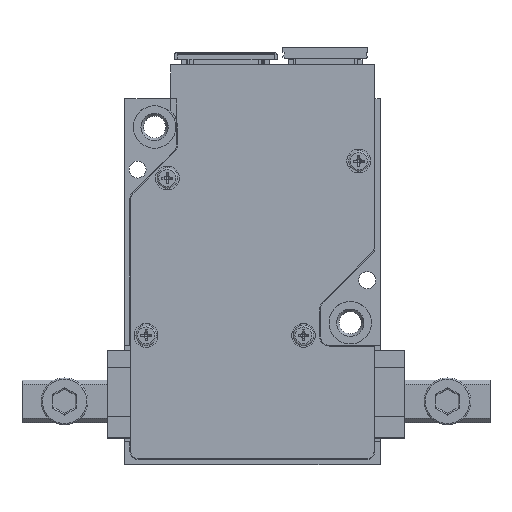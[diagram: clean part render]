
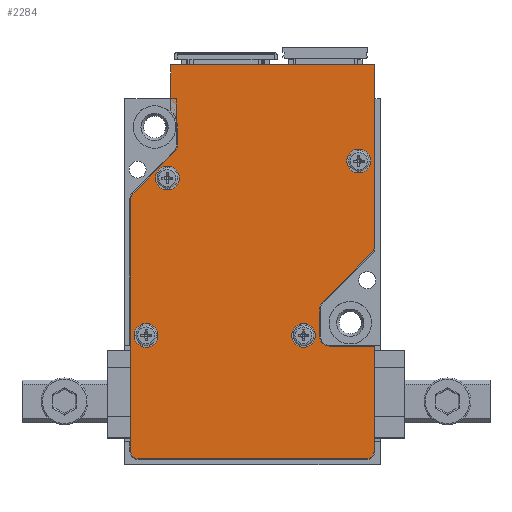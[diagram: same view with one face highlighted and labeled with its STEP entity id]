
A CAD part, top view. The second image highlights one B-rep face of the part: STEP entity #2284.
In plain terms, the highlighted planar face has unit normal (0, 0, 1).
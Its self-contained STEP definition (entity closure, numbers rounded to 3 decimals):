
#1818=FACE_BOUND('',#5998,.T.);
#1819=FACE_BOUND('',#5999,.T.);
#1820=FACE_BOUND('',#6000,.T.);
#1821=FACE_BOUND('',#6001,.T.);
#1822=FACE_BOUND('',#6002,.T.);
#2284=ADVANCED_FACE('',(#1818,#1819,#1820,#1821,#1822),#3449,.F.);
#3449=PLANE('',#27473);
#5998=EDGE_LOOP('',(#9217));
#5999=EDGE_LOOP('',(#9218));
#6000=EDGE_LOOP('',(#9219));
#6001=EDGE_LOOP('',(#9220));
#6002=EDGE_LOOP('',(#9221,#9222,#9223,#9224,#9225,#9226,#9227,#9228,#9229,
#9230,#9231,#9232,#9233,#9234,#9235,#9236,#9237,#9238,#9239));
#7344=CIRCLE('',#27458,2.7);
#7345=CIRCLE('',#27462,1.4);
#7346=CIRCLE('',#27463,1.4);
#7347=CIRCLE('',#27464,1.4);
#7348=CIRCLE('',#27465,1.4);
#7349=CIRCLE('',#27466,1.1);
#7350=CIRCLE('',#27467,0.9);
#7351=CIRCLE('',#27468,1.1);
#7352=CIRCLE('',#27469,0.9);
#7353=CIRCLE('',#27470,0.9);
#7354=CIRCLE('',#27471,0.9);
#7355=CIRCLE('',#27472,1.1);
#9217=ORIENTED_EDGE('',*,*,#18071,.T.);
#9218=ORIENTED_EDGE('',*,*,#18072,.T.);
#9219=ORIENTED_EDGE('',*,*,#18073,.T.);
#9220=ORIENTED_EDGE('',*,*,#18074,.T.);
#9221=ORIENTED_EDGE('',*,*,#18043,.T.);
#9222=ORIENTED_EDGE('',*,*,#18075,.T.);
#9223=ORIENTED_EDGE('',*,*,#18047,.T.);
#9224=ORIENTED_EDGE('',*,*,#18076,.T.);
#9225=ORIENTED_EDGE('',*,*,#18051,.T.);
#9226=ORIENTED_EDGE('',*,*,#18057,.T.);
#9227=ORIENTED_EDGE('',*,*,#18060,.T.);
#9228=ORIENTED_EDGE('',*,*,#18063,.T.);
#9229=ORIENTED_EDGE('',*,*,#18066,.T.);
#9230=ORIENTED_EDGE('',*,*,#18077,.T.);
#9231=ORIENTED_EDGE('',*,*,#18067,.T.);
#9232=ORIENTED_EDGE('',*,*,#18078,.T.);
#9233=ORIENTED_EDGE('',*,*,#18030,.T.);
#9234=ORIENTED_EDGE('',*,*,#18079,.T.);
#9235=ORIENTED_EDGE('',*,*,#18034,.T.);
#9236=ORIENTED_EDGE('',*,*,#18080,.T.);
#9237=ORIENTED_EDGE('',*,*,#18036,.T.);
#9238=ORIENTED_EDGE('',*,*,#18042,.T.);
#9239=ORIENTED_EDGE('',*,*,#18081,.T.);
#15385=VERTEX_POINT('',#41060);
#15386=VERTEX_POINT('',#41062);
#15389=VERTEX_POINT('',#41069);
#15390=VERTEX_POINT('',#41071);
#15391=VERTEX_POINT('',#41075);
#15392=VERTEX_POINT('',#41076);
#15396=VERTEX_POINT('',#41086);
#15397=VERTEX_POINT('',#41090);
#15398=VERTEX_POINT('',#41091);
#15401=VERTEX_POINT('',#41099);
#15402=VERTEX_POINT('',#41100);
#15405=VERTEX_POINT('',#41108);
#15406=VERTEX_POINT('',#41109);
#15410=VERTEX_POINT('',#41119);
#15412=VERTEX_POINT('',#41125);
#15414=VERTEX_POINT('',#41131);
#15416=VERTEX_POINT('',#41137);
#15417=VERTEX_POINT('',#41141);
#15418=VERTEX_POINT('',#41142);
#15421=VERTEX_POINT('',#41150);
#15422=VERTEX_POINT('',#41152);
#15423=VERTEX_POINT('',#41154);
#15424=VERTEX_POINT('',#41156);
#18030=EDGE_CURVE('',#15386,#15385,#21313,.T.);
#18034=EDGE_CURVE('',#15390,#15389,#21317,.T.);
#18036=EDGE_CURVE('',#15391,#15392,#21319,.T.);
#18042=EDGE_CURVE('',#15392,#15396,#21325,.T.);
#18043=EDGE_CURVE('',#15397,#15398,#21326,.T.);
#18047=EDGE_CURVE('',#15401,#15402,#21330,.T.);
#18051=EDGE_CURVE('',#15405,#15406,#21334,.T.);
#18057=EDGE_CURVE('',#15406,#15410,#21340,.T.);
#18060=EDGE_CURVE('',#15410,#15412,#21343,.T.);
#18063=EDGE_CURVE('',#15412,#15414,#7344,.T.);
#18066=EDGE_CURVE('',#15414,#15416,#21347,.T.);
#18067=EDGE_CURVE('',#15417,#15418,#21348,.T.);
#18071=EDGE_CURVE('',#15421,#15421,#7345,.T.);
#18072=EDGE_CURVE('',#15422,#15422,#7346,.T.);
#18073=EDGE_CURVE('',#15423,#15423,#7347,.T.);
#18074=EDGE_CURVE('',#15424,#15424,#7348,.T.);
#18075=EDGE_CURVE('',#15398,#15401,#7349,.T.);
#18076=EDGE_CURVE('',#15402,#15405,#7350,.T.);
#18077=EDGE_CURVE('',#15416,#15417,#7351,.T.);
#18078=EDGE_CURVE('',#15418,#15386,#7352,.T.);
#18079=EDGE_CURVE('',#15385,#15390,#7353,.T.);
#18080=EDGE_CURVE('',#15389,#15391,#7354,.T.);
#18081=EDGE_CURVE('',#15396,#15397,#7355,.T.);
#21313=LINE('',#41061,#24288);
#21317=LINE('',#41070,#24292);
#21319=LINE('',#41074,#24294);
#21325=LINE('',#41087,#24300);
#21326=LINE('',#41089,#24301);
#21330=LINE('',#41098,#24305);
#21334=LINE('',#41107,#24309);
#21340=LINE('',#41120,#24315);
#21343=LINE('',#41126,#24318);
#21347=LINE('',#41138,#24322);
#21348=LINE('',#41140,#24323);
#24288=VECTOR('',#30498,1.);
#24292=VECTOR('',#30504,1.);
#24294=VECTOR('',#30508,1.);
#24300=VECTOR('',#30516,1.);
#24301=VECTOR('',#30519,1.);
#24305=VECTOR('',#30525,1.);
#24309=VECTOR('',#30531,1.);
#24315=VECTOR('',#30539,1.);
#24318=VECTOR('',#30544,1.);
#24322=VECTOR('',#30556,1.);
#24323=VECTOR('',#30559,1.);
#27458=AXIS2_PLACEMENT_3D('',#41132,#30550,#30551);
#27462=AXIS2_PLACEMENT_3D('',#41149,#30565,#30566);
#27463=AXIS2_PLACEMENT_3D('',#41151,#30567,#30568);
#27464=AXIS2_PLACEMENT_3D('',#41153,#30569,#30570);
#27465=AXIS2_PLACEMENT_3D('',#41155,#30571,#30572);
#27466=AXIS2_PLACEMENT_3D('',#41157,#30573,#30574);
#27467=AXIS2_PLACEMENT_3D('',#41158,#30575,#30576);
#27468=AXIS2_PLACEMENT_3D('',#41159,#30577,#30578);
#27469=AXIS2_PLACEMENT_3D('',#41160,#30579,#30580);
#27470=AXIS2_PLACEMENT_3D('',#41161,#30581,#30582);
#27471=AXIS2_PLACEMENT_3D('',#41162,#30583,#30584);
#27472=AXIS2_PLACEMENT_3D('',#41163,#30585,#30586);
#27473=AXIS2_PLACEMENT_3D('',#41164,#30587,#30588);
#30498=DIRECTION('',(0.,-1.,0.));
#30504=DIRECTION('',(1.,0.,0.));
#30508=DIRECTION('',(0.,1.,0.));
#30516=DIRECTION('',(-1.,0.,0.));
#30519=DIRECTION('',(0.,1.,0.));
#30525=DIRECTION('',(0.707,0.707,0.));
#30531=DIRECTION('',(0.,1.,0.));
#30539=DIRECTION('',(-1.,0.,0.));
#30544=DIRECTION('',(0.,-1.,0.));
#30550=DIRECTION('',(0.,0.,-1.));
#30551=DIRECTION('',(1.,0.,0.));
#30556=DIRECTION('',(0.,-1.,0.));
#30559=DIRECTION('',(-0.707,-0.707,0.));
#30565=DIRECTION('',(0.,0.,-1.));
#30566=DIRECTION('',(-1.,0.,0.));
#30567=DIRECTION('',(0.,0.,-1.));
#30568=DIRECTION('',(-1.,0.,0.));
#30569=DIRECTION('',(0.,0.,-1.));
#30570=DIRECTION('',(-1.,0.,0.));
#30571=DIRECTION('',(0.,0.,-1.));
#30572=DIRECTION('',(-1.,0.,0.));
#30573=DIRECTION('',(0.,0.,-1.));
#30574=DIRECTION('',(-1.,0.,0.));
#30575=DIRECTION('',(0.,0.,1.));
#30576=DIRECTION('',(-1.,0.,0.));
#30577=DIRECTION('',(0.,0.,-1.));
#30578=DIRECTION('',(-1.,0.,0.));
#30579=DIRECTION('',(0.,0.,1.));
#30580=DIRECTION('',(-1.,0.,0.));
#30581=DIRECTION('',(0.,0.,1.));
#30582=DIRECTION('',(-1.,0.,0.));
#30583=DIRECTION('',(0.,0.,1.));
#30584=DIRECTION('',(-1.,0.,0.));
#30585=DIRECTION('',(0.,0.,-1.));
#30586=DIRECTION('',(-1.,0.,0.));
#30587=DIRECTION('',(0.,0.,-1.));
#30588=DIRECTION('',(-1.,0.,0.));
#41060=CARTESIAN_POINT('',(-14.3,1.6,0.1));
#41061=CARTESIAN_POINT('',(-14.3,31.643,0.1));
#41062=CARTESIAN_POINT('',(-14.3,31.271,0.1));
#41069=CARTESIAN_POINT('',(13.4,0.7,0.1));
#41070=CARTESIAN_POINT('',(-14.3,0.7,0.1));
#41071=CARTESIAN_POINT('',(-13.4,0.7,0.1));
#41074=CARTESIAN_POINT('',(14.3,0.7,0.1));
#41075=CARTESIAN_POINT('',(14.3,1.6,0.1));
#41076=CARTESIAN_POINT('',(14.3,13.95,0.1));
#41086=CARTESIAN_POINT('',(9.,13.95,0.1));
#41087=CARTESIAN_POINT('',(14.3,13.95,0.1));
#41089=CARTESIAN_POINT('',(7.9,13.95,0.1));
#41090=CARTESIAN_POINT('',(7.9,15.05,0.1));
#41091=CARTESIAN_POINT('',(7.9,18.315,0.1));
#41098=CARTESIAN_POINT('',(7.9,18.771,0.1));
#41099=CARTESIAN_POINT('',(8.222,19.093,0.1));
#41100=CARTESIAN_POINT('',(14.036,24.907,0.1));
#41107=CARTESIAN_POINT('',(14.3,25.171,0.1));
#41108=CARTESIAN_POINT('',(14.3,25.544,0.1));
#41109=CARTESIAN_POINT('',(14.3,47.,0.1));
#41119=CARTESIAN_POINT('',(-9.6,47.,0.1));
#41120=CARTESIAN_POINT('',(14.3,47.,0.1));
#41125=CARTESIAN_POINT('',(-9.6,41.618,0.1));
#41126=CARTESIAN_POINT('',(-9.6,47.,0.1));
#41131=CARTESIAN_POINT('',(-8.8,39.7,0.1));
#41132=CARTESIAN_POINT('',(-11.5,39.7,0.1));
#41137=CARTESIAN_POINT('',(-8.8,37.599,0.1));
#41138=CARTESIAN_POINT('',(-8.8,39.7,0.1));
#41140=CARTESIAN_POINT('',(-8.8,37.143,0.1));
#41141=CARTESIAN_POINT('',(-9.122,36.821,0.1));
#41142=CARTESIAN_POINT('',(-14.036,31.907,0.1));
#41149=CARTESIAN_POINT('',(12.5,35.7,0.1));
#41150=CARTESIAN_POINT('',(11.1,35.7,0.1));
#41151=CARTESIAN_POINT('',(6.,15.2,0.1));
#41152=CARTESIAN_POINT('',(4.6,15.2,0.1));
#41153=CARTESIAN_POINT('',(-10.,33.7,0.1));
#41154=CARTESIAN_POINT('',(-11.4,33.7,0.1));
#41155=CARTESIAN_POINT('',(-12.5,15.2,0.1));
#41156=CARTESIAN_POINT('',(-13.9,15.2,0.1));
#41157=CARTESIAN_POINT('',(9.,18.315,0.1));
#41158=CARTESIAN_POINT('',(13.4,25.544,0.1));
#41159=CARTESIAN_POINT('',(-9.9,37.599,0.1));
#41160=CARTESIAN_POINT('',(-13.4,31.271,0.1));
#41161=CARTESIAN_POINT('',(-13.4,1.6,0.1));
#41162=CARTESIAN_POINT('',(13.4,1.6,0.1));
#41163=CARTESIAN_POINT('',(9.,15.05,0.1));
#41164=CARTESIAN_POINT('',(-11.5,39.7,0.1));
